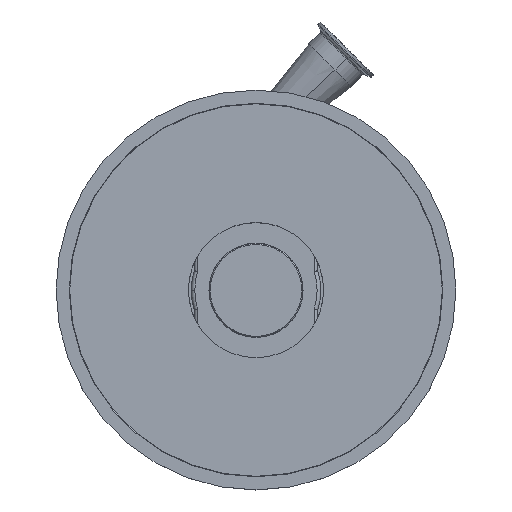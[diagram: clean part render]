
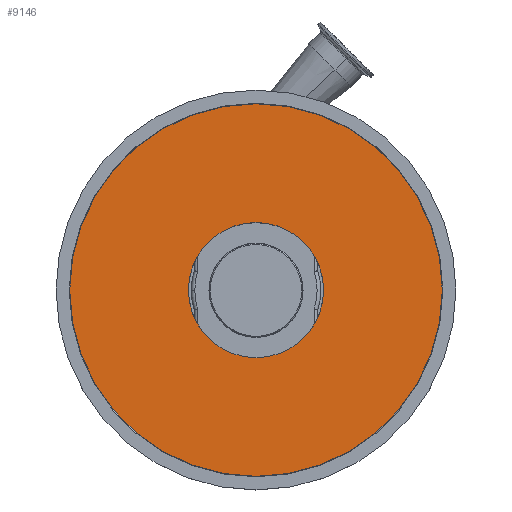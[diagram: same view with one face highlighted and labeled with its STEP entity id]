
A CAD part, top view. The second image highlights one B-rep face of the part: STEP entity #9146.
In plain terms, the highlighted planar face has unit normal (0, 0, 1).
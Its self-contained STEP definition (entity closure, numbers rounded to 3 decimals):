
#122 = VERTEX_POINT ( 'NONE', #6495 ) ;
#387 = AXIS2_PLACEMENT_3D ( 'NONE', #11222, #705, #6618 ) ;
#429 = VERTEX_POINT ( 'NONE', #9640 ) ;
#561 = EDGE_CURVE ( 'NONE', #8226, #429, #7734, .T. ) ;
#705 = DIRECTION ( 'NONE',  ( 0., 0., 1. ) ) ;
#1632 = EDGE_CURVE ( 'NONE', #429, #8226, #11500, .T. ) ;
#1683 = CARTESIAN_POINT ( 'NONE',  ( 0., 0., -9. ) ) ;
#1908 = CARTESIAN_POINT ( 'NONE',  ( 0., 0., -9. ) ) ;
#2032 = DIRECTION ( 'NONE',  ( 0., 0., 1. ) ) ;
#2774 = ORIENTED_EDGE ( 'NONE', *, *, #5720, .F. ) ;
#2948 = AXIS2_PLACEMENT_3D ( 'NONE', #9933, #7273, #4483 ) ;
#3110 = DIRECTION ( 'NONE',  ( 1., 0., 0. ) ) ;
#4483 = DIRECTION ( 'NONE',  ( 1., 0., 0. ) ) ;
#5292 = CIRCLE ( 'NONE', #10721, 57.5 ) ;
#5373 = ORIENTED_EDGE ( 'NONE', *, *, #9142, .F. ) ;
#5680 = ORIENTED_EDGE ( 'NONE', *, *, #1632, .T. ) ;
#5720 = EDGE_CURVE ( 'NONE', #11892, #122, #5292, .T. ) ;
#5997 = AXIS2_PLACEMENT_3D ( 'NONE', #1683, #11833, #10878 ) ;
#6094 = FACE_BOUND ( 'NONE', #6217, .T. ) ;
#6217 = EDGE_LOOP ( 'NONE', ( #2774, #5373 ) ) ;
#6495 = CARTESIAN_POINT ( 'NONE',  ( -57.5, 0., -9. ) ) ;
#6618 = DIRECTION ( 'NONE',  ( 1., 0., 0. ) ) ;
#7273 = DIRECTION ( 'NONE',  ( 0., 0., 1. ) ) ;
#7734 = CIRCLE ( 'NONE', #8135, 158.4 ) ;
#8135 = AXIS2_PLACEMENT_3D ( 'NONE', #10895, #8999, #10963 ) ;
#8226 = VERTEX_POINT ( 'NONE', #11648 ) ;
#8269 = FACE_OUTER_BOUND ( 'NONE', #11812, .T. ) ;
#8765 = ORIENTED_EDGE ( 'NONE', *, *, #561, .T. ) ;
#8999 = DIRECTION ( 'NONE',  ( 0., 0., 1. ) ) ;
#9142 = EDGE_CURVE ( 'NONE', #122, #11892, #12045, .T. ) ;
#9146 = ADVANCED_FACE ( 'NONE', ( #8269, #6094 ), #11115, .T. ) ;
#9640 = CARTESIAN_POINT ( 'NONE',  ( -158.4, 0., -9. ) ) ;
#9933 = CARTESIAN_POINT ( 'NONE',  ( 0., 0., -9. ) ) ;
#10721 = AXIS2_PLACEMENT_3D ( 'NONE', #1908, #2032, #3110 ) ;
#10878 = DIRECTION ( 'NONE',  ( 1., 0., 0. ) ) ;
#10895 = CARTESIAN_POINT ( 'NONE',  ( 0., 0., -9. ) ) ;
#10963 = DIRECTION ( 'NONE',  ( 1., 0., 0. ) ) ;
#11115 = PLANE ( 'NONE',  #2948 ) ;
#11222 = CARTESIAN_POINT ( 'NONE',  ( 0., 0., -9. ) ) ;
#11500 = CIRCLE ( 'NONE', #387, 158.4 ) ;
#11648 = CARTESIAN_POINT ( 'NONE',  ( 158.4, 0., -9. ) ) ;
#11812 = EDGE_LOOP ( 'NONE', ( #8765, #5680 ) ) ;
#11833 = DIRECTION ( 'NONE',  ( 0., 0., 1. ) ) ;
#11892 = VERTEX_POINT ( 'NONE', #11984 ) ;
#11984 = CARTESIAN_POINT ( 'NONE',  ( 57.5, 0., -9. ) ) ;
#12045 = CIRCLE ( 'NONE', #5997, 57.5 ) ;
